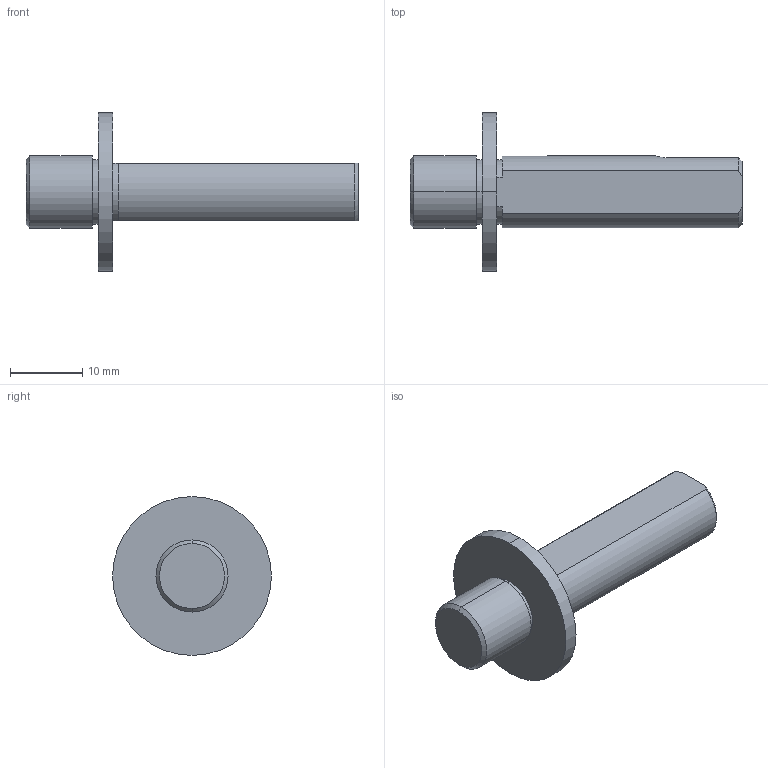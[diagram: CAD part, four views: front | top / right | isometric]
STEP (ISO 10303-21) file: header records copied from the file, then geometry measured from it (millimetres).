
FILE_DESCRIPTION (( 'STEP AP214' ), '1' );
FILE_NAME ('MNP_10.STEP', '2025-03-25T00:09:19', ( '' ), ( '' ), 'SwSTEP 2.0', 'SolidWorks 2024', '' );
FILE_SCHEMA (( 'AUTOMOTIVE_DESIGN' ));
Length unit declared in the file: millimetre
Products named in the file (1): MNP_10
Bounding box: 46 x 22 x 22 mm (x, y, z)
Volume: 3852.3 mm3; surface area: 2315.6 mm2
Topology: 1 solids, 1 shells, 29 faces, 70 edges, 46 vertices
Faces by surface type: cylinder 12, plane 12, cone 5
Entity records: 907 total; most frequent: CARTESIAN_POINT 190, DIRECTION 150, ORIENTED_EDGE 140, EDGE_CURVE 70, AXIS2_PLACEMENT_3D 58, VERTEX_POINT 46, VECTOR 34, LINE 34
